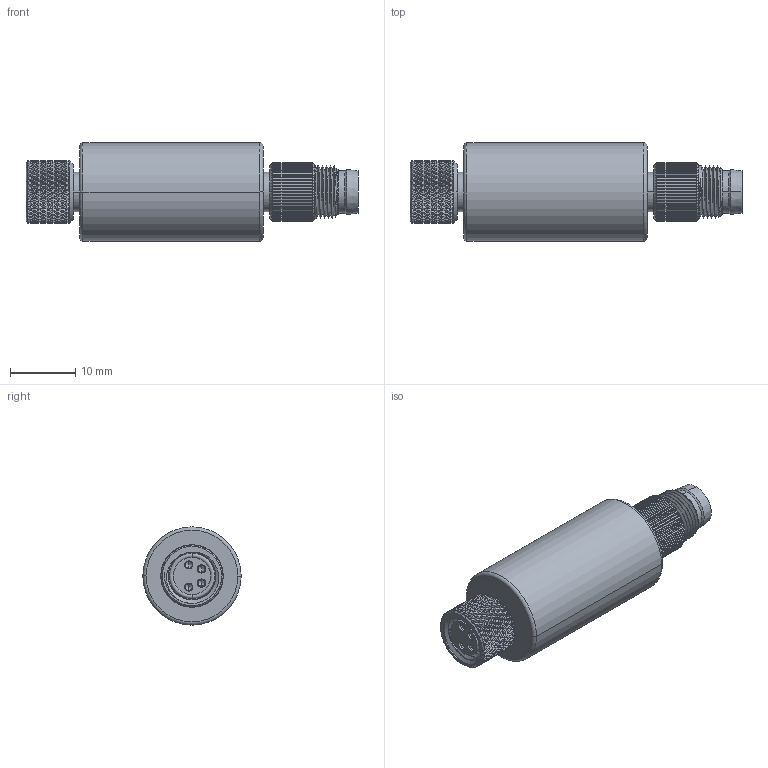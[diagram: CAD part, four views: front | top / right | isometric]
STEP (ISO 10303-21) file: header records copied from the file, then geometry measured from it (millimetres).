
FILE_DESCRIPTION((''),'2;1');
FILE_NAME('228052_SM01_ASM','2022-03-16T07:48:59',('PDMAdmin'),('BANNER ENGINEERING'),'CREO PARAMETRIC BY PTC INC, 2019292','CREO PARAMETRIC BY PTC INC, 2019292','');
FILE_SCHEMA(('CONFIG_CONTROL_DESIGN'));
Products named in the file (2): 228052_EP01; 228052_SM01_ASM
Assembly tree (1 placements, depth 2):
  228052_SM01_ASM
    228052_EP01
Bounding box: 50.7 x 15 x 15 mm (x, y, z)
Volume: 5851.9 mm3; surface area: 4042.3 mm2
Topology: 1 solids, 1 shells, 2472 faces, 5559 edges, 3106 vertices
Faces by surface type: bspline 1620, cylinder 480, plane 324, cone 34, sphere 8, torus 6
Entity records: 105288 total; most frequent: CARTESIAN_POINT 64592, ORIENTED_EDGE 11086, EDGE_CURVE 5543, B_SPLINE_CURVE_WITH_KNOTS 4336, DIRECTION 3339, VERTEX_POINT 3106, EDGE_LOOP 2505, FACE_OUTER_BOUND 2472
